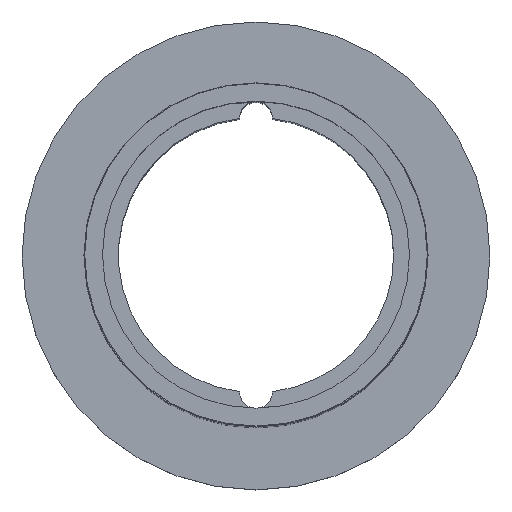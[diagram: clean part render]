
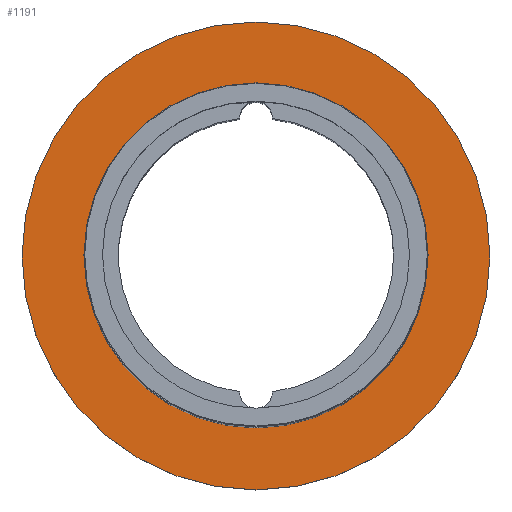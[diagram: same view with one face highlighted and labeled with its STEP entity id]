
A CAD part, top view. The second image highlights one B-rep face of the part: STEP entity #1191.
In plain terms, the highlighted planar face has unit normal (0, 0, 1).
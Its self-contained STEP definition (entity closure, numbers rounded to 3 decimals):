
#25 = CARTESIAN_POINT ( 'NONE',  ( 0., 0., -53. ) ) ;
#39 = AXIS2_PLACEMENT_3D ( 'NONE', #1523, #249, #121 ) ;
#76 = EDGE_CURVE ( 'NONE', #179, #422, #1370, .T. ) ;
#121 = DIRECTION ( 'NONE',  ( -1., 0., 0. ) ) ;
#156 = FACE_OUTER_BOUND ( 'NONE', #1021, .T. ) ;
#179 = VERTEX_POINT ( 'NONE', #1321 ) ;
#194 = DIRECTION ( 'NONE',  ( 1., 0., 0. ) ) ;
#249 = DIRECTION ( 'NONE',  ( 0., 0., -1. ) ) ;
#317 = ORIENTED_EDGE ( 'NONE', *, *, #1526, .F. ) ;
#363 = CARTESIAN_POINT ( 'NONE',  ( 17., 0., -53. ) ) ;
#387 = PLANE ( 'NONE',  #39 ) ;
#422 = VERTEX_POINT ( 'NONE', #363 ) ;
#468 = CARTESIAN_POINT ( 'NONE',  ( 0., 0., -53. ) ) ;
#502 = FACE_BOUND ( 'NONE', #1253, .T. ) ;
#541 = CIRCLE ( 'NONE', #745, 17. ) ;
#556 = DIRECTION ( 'NONE',  ( 1., 0., 0. ) ) ;
#593 = AXIS2_PLACEMENT_3D ( 'NONE', #25, #1070, #556 ) ;
#598 = DIRECTION ( 'NONE',  ( 1., 0., 0. ) ) ;
#604 = DIRECTION ( 'NONE',  ( 0., 0., 1. ) ) ;
#614 = VERTEX_POINT ( 'NONE', #791 ) ;
#636 = ORIENTED_EDGE ( 'NONE', *, *, #1535, .T. ) ;
#708 = CIRCLE ( 'NONE', #1645, 12.5 ) ;
#724 = CARTESIAN_POINT ( 'NONE',  ( 0., 0., -53. ) ) ;
#731 = DIRECTION ( 'NONE',  ( 0., 0., 1. ) ) ;
#745 = AXIS2_PLACEMENT_3D ( 'NONE', #724, #731, #1275 ) ;
#791 = CARTESIAN_POINT ( 'NONE',  ( -12.5, 0., -53. ) ) ;
#839 = DIRECTION ( 'NONE',  ( 0., 0., 1. ) ) ;
#980 = AXIS2_PLACEMENT_3D ( 'NONE', #468, #604, #598 ) ;
#1020 = VERTEX_POINT ( 'NONE', #1216 ) ;
#1021 = EDGE_LOOP ( 'NONE', ( #636, #1556 ) ) ;
#1070 = DIRECTION ( 'NONE',  ( 0., 0., 1. ) ) ;
#1113 = ORIENTED_EDGE ( 'NONE', *, *, #1119, .F. ) ;
#1119 = EDGE_CURVE ( 'NONE', #1020, #614, #708, .T. ) ;
#1191 = ADVANCED_FACE ( 'NONE', ( #502, #156 ), #387, .F. ) ;
#1216 = CARTESIAN_POINT ( 'NONE',  ( 12.5, 0., -53. ) ) ;
#1253 = EDGE_LOOP ( 'NONE', ( #1113, #317 ) ) ;
#1275 = DIRECTION ( 'NONE',  ( 1., 0., 0. ) ) ;
#1321 = CARTESIAN_POINT ( 'NONE',  ( -17., 0., -53. ) ) ;
#1370 = CIRCLE ( 'NONE', #593, 17. ) ;
#1443 = CIRCLE ( 'NONE', #980, 12.5 ) ;
#1523 = CARTESIAN_POINT ( 'NONE',  ( 0., 12.5, -53. ) ) ;
#1526 = EDGE_CURVE ( 'NONE', #614, #1020, #1443, .T. ) ;
#1535 = EDGE_CURVE ( 'NONE', #422, #179, #541, .T. ) ;
#1556 = ORIENTED_EDGE ( 'NONE', *, *, #76, .T. ) ;
#1615 = CARTESIAN_POINT ( 'NONE',  ( 0., 0., -53. ) ) ;
#1645 = AXIS2_PLACEMENT_3D ( 'NONE', #1615, #839, #194 ) ;
